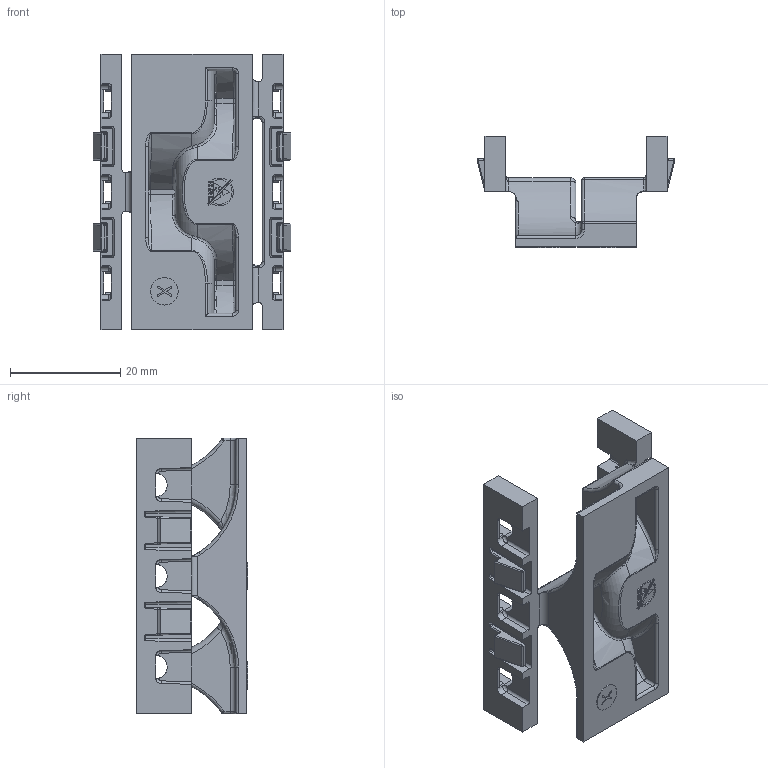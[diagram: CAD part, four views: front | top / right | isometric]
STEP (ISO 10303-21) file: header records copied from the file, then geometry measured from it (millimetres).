
FILE_DESCRIPTION (( 'STEP AP203' ), '1' );
FILE_NAME ('062ACH2691.50.STEP', '2015-09-11T13:54:01', ( 'Fath' ), ( 'Hewlett-Packard Company' ), 'SwSTEP 2.0', 'SolidWorks 2014', '' );
FILE_SCHEMA (( 'CONFIG_CONTROL_DESIGN' ));
Length unit declared in the file: millimetre
Products named in the file (1): 062ACH2691.50
Bounding box: 35.88 x 20.15 x 50 mm (x, y, z)
Volume: 7807.5 mm3; surface area: 7524.8 mm2
Topology: 1 solids, 1 shells, 680 faces, 1798 edges, 1083 vertices
Faces by surface type: plane 274, cylinder 236, bspline 106, sphere 34, torus 30
Entity records: 23224 total; most frequent: CARTESIAN_POINT 7555, ORIENTED_EDGE 3532, DIRECTION 2992, EDGE_CURVE 1766, VERTEX_POINT 1083, VECTOR 1012, LINE 1012, AXIS2_PLACEMENT_3D 990
